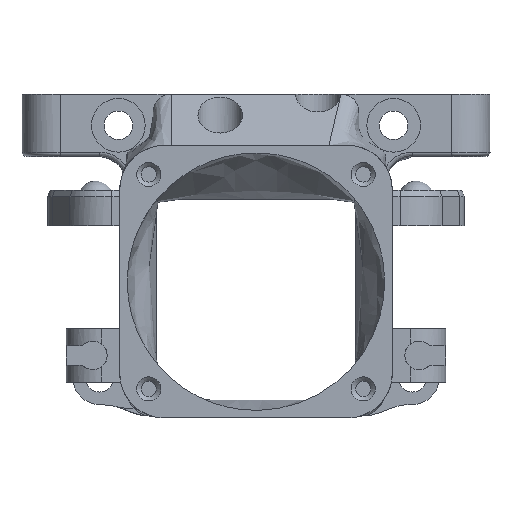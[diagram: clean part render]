
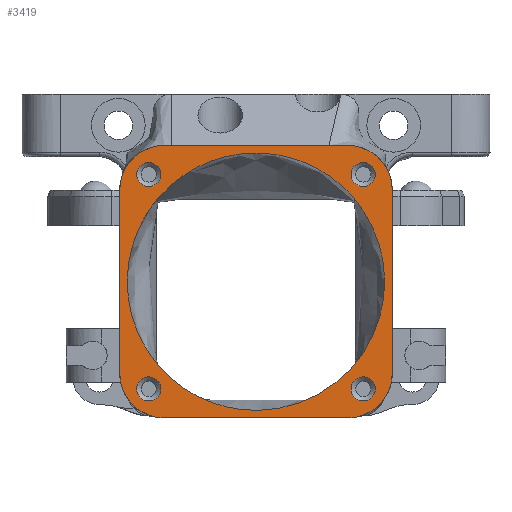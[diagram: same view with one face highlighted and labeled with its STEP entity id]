
A CAD part, front view. The second image highlights one B-rep face of the part: STEP entity #3419.
In plain terms, the highlighted planar face has unit normal (0, -1, 0).
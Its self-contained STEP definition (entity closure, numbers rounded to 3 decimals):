
#160=FACE_BOUND('',#682,.T.);
#161=FACE_BOUND('',#683,.T.);
#162=FACE_BOUND('',#684,.T.);
#163=FACE_BOUND('',#685,.T.);
#164=FACE_BOUND('',#686,.T.);
#238=CIRCLE('',#3603,1.35);
#241=CIRCLE('',#3609,1.35);
#244=CIRCLE('',#3615,1.35);
#247=CIRCLE('',#3621,1.35);
#272=CIRCLE('',#3666,5.);
#283=CIRCLE('',#3705,5.);
#284=CIRCLE('',#3706,5.);
#285=CIRCLE('',#3707,5.);
#462=FACE_OUTER_BOUND('',#681,.T.);
#681=EDGE_LOOP('',(#3117,#3118,#3119,#3120,#3121,#3122,#3123,#3124));
#682=EDGE_LOOP('',(#3125));
#683=EDGE_LOOP('',(#3126));
#684=EDGE_LOOP('',(#3127));
#685=EDGE_LOOP('',(#3128));
#686=EDGE_LOOP('',(#3129,#3130));
#888=LINE('',#9088,#1132);
#900=LINE('',#9218,#1144);
#910=LINE('',#9255,#1154);
#932=LINE('',#9804,#1176);
#1132=VECTOR('',#4348,10.);
#1144=VECTOR('',#4386,10.);
#1154=VECTOR('',#4418,10.);
#1176=VECTOR('',#4494,10.);
#1285=B_SPLINE_CURVE_WITH_KNOTS('',3,(#8589,#8590,#8591,#8592,#8593,#8594,
#8595,#8596,#8597,#8598,#8599,#8600,#8601,#8602,#8603,#8604,#8605,#8606),
 .UNSPECIFIED.,.F.,.F.,(4,2,2,2,2,2,2,2,4),(-1.,-0.832,-0.72,
-0.584,-0.5,-0.416,-0.28,
-0.168,0.),.UNSPECIFIED.);
#1291=B_SPLINE_CURVE_WITH_KNOTS('',3,(#8698,#8699,#8700,#8701,#8702,#8703,
#8704,#8705),.UNSPECIFIED.,.F.,.F.,(4,1,2,1,4),(-1.,-0.8,
-0.5,-0.2,0.),.UNSPECIFIED.);
#1563=VERTEX_POINT('',#8352);
#1566=VERTEX_POINT('',#8363);
#1569=VERTEX_POINT('',#8374);
#1572=VERTEX_POINT('',#8385);
#1581=VERTEX_POINT('',#8580);
#1582=VERTEX_POINT('',#8588);
#1611=VERTEX_POINT('',#9085);
#1612=VERTEX_POINT('',#9087);
#1620=VERTEX_POINT('',#9163);
#1622=VERTEX_POINT('',#9215);
#1623=VERTEX_POINT('',#9217);
#1630=VERTEX_POINT('',#9254);
#1640=VERTEX_POINT('',#9801);
#1641=VERTEX_POINT('',#9803);
#1997=EDGE_CURVE('',#1563,#1563,#238,.T.);
#2002=EDGE_CURVE('',#1566,#1566,#241,.T.);
#2007=EDGE_CURVE('',#1569,#1569,#244,.T.);
#2012=EDGE_CURVE('',#1572,#1572,#247,.T.);
#2024=EDGE_CURVE('',#1582,#1581,#1285,.T.);
#2032=EDGE_CURVE('',#1581,#1582,#1291,.T.);
#2077=EDGE_CURVE('',#1612,#1611,#888,.T.);
#2092=EDGE_CURVE('',#1612,#1620,#272,.T.);
#2097=EDGE_CURVE('',#1623,#1622,#900,.T.);
#2111=EDGE_CURVE('',#1630,#1620,#910,.T.);
#2141=EDGE_CURVE('',#1623,#1611,#283,.T.);
#2142=EDGE_CURVE('',#1640,#1622,#284,.T.);
#2143=EDGE_CURVE('',#1640,#1641,#932,.T.);
#2144=EDGE_CURVE('',#1630,#1641,#285,.T.);
#3117=ORIENTED_EDGE('',*,*,#2077,.T.);
#3118=ORIENTED_EDGE('',*,*,#2141,.F.);
#3119=ORIENTED_EDGE('',*,*,#2097,.T.);
#3120=ORIENTED_EDGE('',*,*,#2142,.F.);
#3121=ORIENTED_EDGE('',*,*,#2143,.T.);
#3122=ORIENTED_EDGE('',*,*,#2144,.F.);
#3123=ORIENTED_EDGE('',*,*,#2111,.T.);
#3124=ORIENTED_EDGE('',*,*,#2092,.F.);
#3125=ORIENTED_EDGE('',*,*,#2002,.T.);
#3126=ORIENTED_EDGE('',*,*,#1997,.T.);
#3127=ORIENTED_EDGE('',*,*,#2007,.T.);
#3128=ORIENTED_EDGE('',*,*,#2012,.T.);
#3129=ORIENTED_EDGE('',*,*,#2024,.T.);
#3130=ORIENTED_EDGE('',*,*,#2032,.T.);
#3241=PLANE('',#3704);
#3419=ADVANCED_FACE('',(#462,#160,#161,#162,#163,#164),#3241,.F.);
#3603=AXIS2_PLACEMENT_3D('',#8353,#4221,#4222);
#3609=AXIS2_PLACEMENT_3D('',#8364,#4235,#4236);
#3615=AXIS2_PLACEMENT_3D('',#8375,#4249,#4250);
#3621=AXIS2_PLACEMENT_3D('',#8386,#4263,#4264);
#3666=AXIS2_PLACEMENT_3D('',#9164,#4376,#4377);
#3704=AXIS2_PLACEMENT_3D('',#9799,#4488,#4489);
#3705=AXIS2_PLACEMENT_3D('',#9800,#4490,#4491);
#3706=AXIS2_PLACEMENT_3D('',#9802,#4492,#4493);
#3707=AXIS2_PLACEMENT_3D('',#9805,#4495,#4496);
#4221=DIRECTION('center_axis',(0.,1.,0.));
#4222=DIRECTION('ref_axis',(1.,0.,0.));
#4235=DIRECTION('center_axis',(0.,1.,0.));
#4236=DIRECTION('ref_axis',(1.,0.,0.));
#4249=DIRECTION('center_axis',(0.,1.,0.));
#4250=DIRECTION('ref_axis',(1.,0.,0.));
#4263=DIRECTION('center_axis',(0.,1.,0.));
#4264=DIRECTION('ref_axis',(1.,0.,0.));
#4348=DIRECTION('',(1.,0.,0.));
#4376=DIRECTION('center_axis',(0.,1.,0.));
#4377=DIRECTION('ref_axis',(-1.,0.,0.));
#4386=DIRECTION('',(0.,0.,1.));
#4418=DIRECTION('',(0.,0.,-1.));
#4488=DIRECTION('center_axis',(0.,1.,0.));
#4489=DIRECTION('ref_axis',(0.,0.,1.));
#4490=DIRECTION('center_axis',(0.,1.,0.));
#4491=DIRECTION('ref_axis',(0.,0.,-1.));
#4492=DIRECTION('center_axis',(0.,1.,0.));
#4493=DIRECTION('ref_axis',(1.,0.,0.));
#4494=DIRECTION('',(-1.,0.,0.));
#4495=DIRECTION('center_axis',(0.,1.,0.));
#4496=DIRECTION('ref_axis',(0.,0.,1.));
#8352=CARTESIAN_POINT('',(113.349,115.5,123.103));
#8353=CARTESIAN_POINT('Origin',(114.699,115.5,123.103));
#8363=CARTESIAN_POINT('',(137.349,115.5,123.103));
#8364=CARTESIAN_POINT('Origin',(138.699,115.5,123.103));
#8374=CARTESIAN_POINT('',(137.349,115.5,99.103));
#8375=CARTESIAN_POINT('Origin',(138.699,115.5,99.103));
#8385=CARTESIAN_POINT('',(113.349,115.5,99.103));
#8386=CARTESIAN_POINT('Origin',(114.699,115.5,99.103));
#8580=CARTESIAN_POINT('',(115.8,115.5,120.514));
#8588=CARTESIAN_POINT('',(137.599,115.5,120.514));
#8589=CARTESIAN_POINT('Ctrl Pts',(137.599,115.5,120.514));
#8590=CARTESIAN_POINT('Ctrl Pts',(139.833,115.5,117.926));
#8591=CARTESIAN_POINT('Ctrl Pts',(141.104,115.5,114.524));
#8592=CARTESIAN_POINT('Ctrl Pts',(141.099,115.5,108.819));
#8593=CARTESIAN_POINT('Ctrl Pts',(140.527,115.5,106.347));
#8594=CARTESIAN_POINT('Ctrl Pts',(137.795,115.5,101.4));
#8595=CARTESIAN_POINT('Ctrl Pts',(135.3,115.5,99.106));
#8596=CARTESIAN_POINT('Ctrl Pts',(130.549,115.5,97.09));
#8597=CARTESIAN_POINT('Ctrl Pts',(128.601,115.5,96.701));
#8598=CARTESIAN_POINT('Ctrl Pts',(124.798,115.5,96.701));
#8599=CARTESIAN_POINT('Ctrl Pts',(122.85,115.5,97.09));
#8600=CARTESIAN_POINT('Ctrl Pts',(118.099,115.5,99.106));
#8601=CARTESIAN_POINT('Ctrl Pts',(115.604,115.5,101.4));
#8602=CARTESIAN_POINT('Ctrl Pts',(112.872,115.5,106.347));
#8603=CARTESIAN_POINT('Ctrl Pts',(112.3,115.5,108.819));
#8604=CARTESIAN_POINT('Ctrl Pts',(112.295,115.5,114.524));
#8605=CARTESIAN_POINT('Ctrl Pts',(113.566,115.5,117.926));
#8606=CARTESIAN_POINT('Ctrl Pts',(115.8,115.5,120.514));
#8698=CARTESIAN_POINT('Ctrl Pts',(115.8,115.5,120.514));
#8699=CARTESIAN_POINT('Ctrl Pts',(116.877,115.5,121.762));
#8700=CARTESIAN_POINT('Ctrl Pts',(120.111,115.5,124.417));
#8701=CARTESIAN_POINT('Ctrl Pts',(124.226,115.5,125.506));
#8702=CARTESIAN_POINT('Ctrl Pts',(129.173,115.5,125.506));
#8703=CARTESIAN_POINT('Ctrl Pts',(133.288,115.5,124.417));
#8704=CARTESIAN_POINT('Ctrl Pts',(136.521,115.5,121.762));
#8705=CARTESIAN_POINT('Ctrl Pts',(137.599,115.5,120.514));
#9085=CARTESIAN_POINT('',(136.949,115.5,95.853));
#9087=CARTESIAN_POINT('',(116.449,115.5,95.853));
#9088=CARTESIAN_POINT('',(116.449,115.5,95.853));
#9163=CARTESIAN_POINT('',(111.449,115.5,100.853));
#9164=CARTESIAN_POINT('Origin',(116.449,115.5,100.853));
#9215=CARTESIAN_POINT('',(141.949,115.5,121.353));
#9217=CARTESIAN_POINT('',(141.949,115.5,100.853));
#9218=CARTESIAN_POINT('',(141.949,115.5,100.853));
#9254=CARTESIAN_POINT('',(111.449,115.5,121.353));
#9255=CARTESIAN_POINT('',(111.449,115.5,121.353));
#9799=CARTESIAN_POINT('Origin',(126.699,115.5,111.103));
#9800=CARTESIAN_POINT('Origin',(136.949,115.5,100.853));
#9801=CARTESIAN_POINT('',(136.949,115.5,126.353));
#9802=CARTESIAN_POINT('Origin',(136.949,115.5,121.353));
#9803=CARTESIAN_POINT('',(116.449,115.5,126.353));
#9804=CARTESIAN_POINT('',(136.949,115.5,126.353));
#9805=CARTESIAN_POINT('Origin',(116.449,115.5,121.353));
